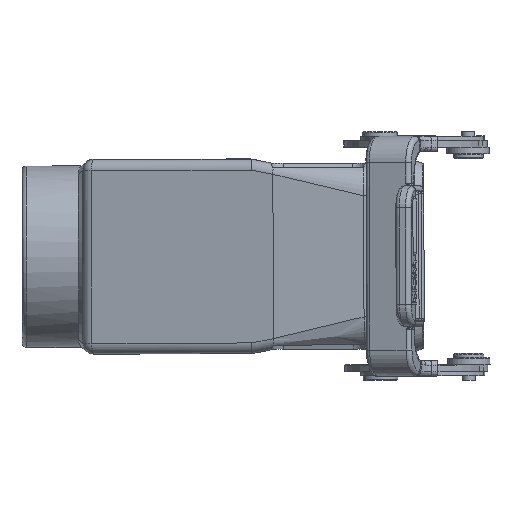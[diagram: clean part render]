
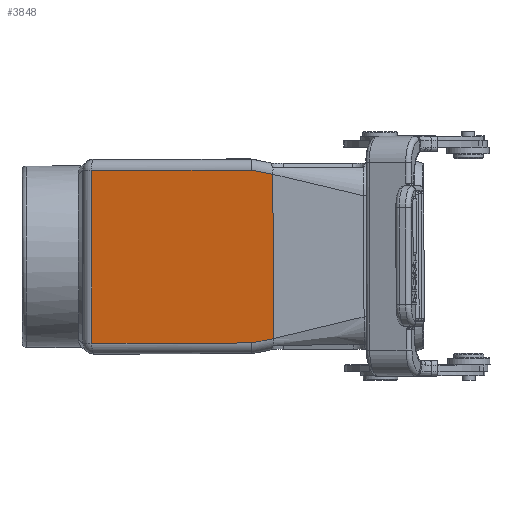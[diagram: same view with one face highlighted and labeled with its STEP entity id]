
A CAD part, left-side view. The second image highlights one B-rep face of the part: STEP entity #3848.
In plain terms, the highlighted planar face has unit normal (-0.982, 0.19, -0.001).
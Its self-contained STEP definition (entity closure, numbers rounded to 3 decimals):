
#3848=ADVANCED_FACE('NONE',(#6177),#5113,.F.);
#5113=PLANE('',#28364);
#6177=FACE_OUTER_BOUND('',#7770,.T.);
#7770=EDGE_LOOP('',(#12282,#12283,#12284,#12285,#12286,#12287));
#12282=ORIENTED_EDGE('',*,*,#20893,.F.);
#12283=ORIENTED_EDGE('',*,*,#20832,.F.);
#12284=ORIENTED_EDGE('',*,*,#20894,.F.);
#12285=ORIENTED_EDGE('',*,*,#20888,.T.);
#12286=ORIENTED_EDGE('',*,*,#20827,.T.);
#12287=ORIENTED_EDGE('',*,*,#20872,.F.);
#17757=VERTEX_POINT('',#44306);
#17759=VERTEX_POINT('',#44355);
#17761=VERTEX_POINT('',#44426);
#17762=VERTEX_POINT('',#44428);
#17783=VERTEX_POINT('',#44524);
#17789=VERTEX_POINT('',#44632);
#20827=EDGE_CURVE('NONE',#17757,#17759,#23780,.T.);
#20832=EDGE_CURVE('NONE',#17761,#17762,#23781,.T.);
#20872=EDGE_CURVE('NONE',#17783,#17759,#23797,.T.);
#20888=EDGE_CURVE('NONE',#17789,#17757,#23805,.T.);
#20893=EDGE_CURVE('NONE',#17762,#17783,#23809,.T.);
#20894=EDGE_CURVE('NONE',#17789,#17761,#23810,.T.);
#23780=LINE('',#44354,#25989);
#23781=LINE('',#44427,#25990);
#23797=LINE('',#44525,#26006);
#23805=LINE('',#44631,#26014);
#23809=LINE('',#44660,#26018);
#23810=LINE('',#44661,#26019);
#25989=VECTOR('',#33004,1.);
#25990=VECTOR('',#33009,1.);
#26006=VECTOR('',#33095,1.);
#26014=VECTOR('',#33129,1.);
#26018=VECTOR('',#33139,1.);
#26019=VECTOR('',#33140,1.);
#28364=AXIS2_PLACEMENT_3D('',#44662,#33141,#33142);
#33004=DIRECTION('',(-0.001,0.002,1.));
#33009=DIRECTION('',(-0.001,0.002,1.));
#33095=DIRECTION('',(-0.186,-0.964,-0.191));
#33129=DIRECTION('',(-0.187,-0.963,0.195));
#33139=DIRECTION('',(-0.19,-0.982,0.002));
#33140=DIRECTION('',(0.19,0.982,-0.002));
#33141=DIRECTION('',(0.982,-0.19,0.001));
#33142=DIRECTION('',(0.19,0.982,0.));
#44306=CARTESIAN_POINT('',(8.242,13.624,-38.956));
#44354=CARTESIAN_POINT('',(8.23,13.664,-19.953));
#44355=CARTESIAN_POINT('',(8.219,13.706,-0.952));
#44426=CARTESIAN_POINT('',(16.375,55.603,-40.039));
#44427=CARTESIAN_POINT('',(16.363,55.647,-20.039));
#44428=CARTESIAN_POINT('',(16.35,55.69,-0.039));
#44524=CARTESIAN_POINT('',(9.184,18.694,0.037));
#44525=CARTESIAN_POINT('',(11.449,30.398,2.352));
#44631=CARTESIAN_POINT('',(11.476,30.301,-42.329));
#44632=CARTESIAN_POINT('',(9.206,18.595,-39.963));
#44660=CARTESIAN_POINT('',(12.284,34.699,0.004));
#44661=CARTESIAN_POINT('',(14.687,46.892,-40.021));
#44662=CARTESIAN_POINT('',(12.296,34.655,-19.996));
